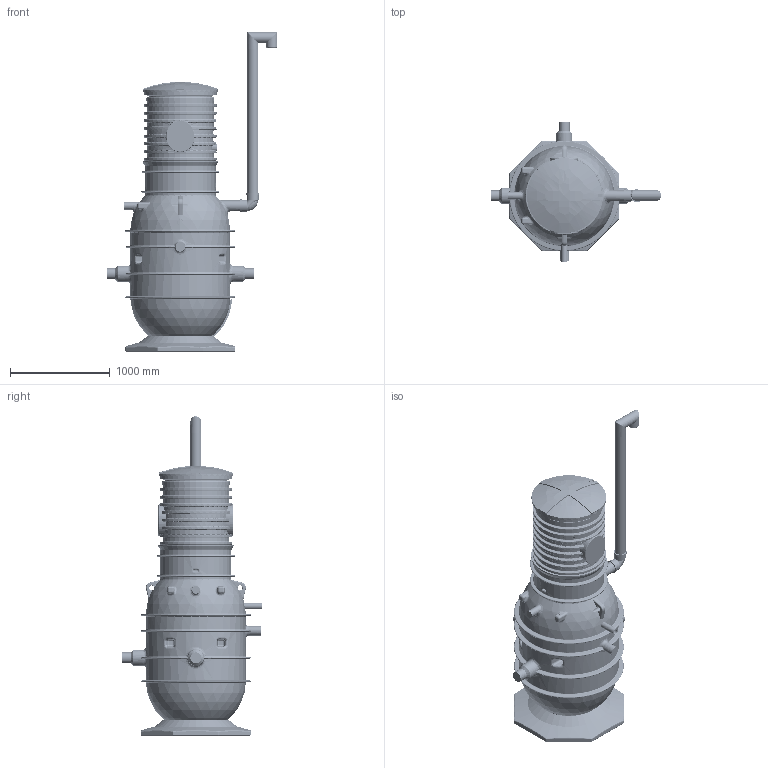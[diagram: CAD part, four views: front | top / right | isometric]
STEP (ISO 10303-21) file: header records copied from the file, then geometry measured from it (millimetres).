
FILE_DESCRIPTION(/* description */ ('Unknown'),/* implementation_level */ '2;1');
FILE_NAME(/* name */ 'Walter2 2500',/* time_stamp */ '2023-12-04T10:50:23+02:00',/* author */ ('Unknown'),/* organization */ ('Unknown'),/* preprocessor_version */ 'ST-DEVELOPER v18.1',/* originating_system */ 'Solid Edge',/* authorisation */ 'Unknown');
FILE_SCHEMA (('AUTOMOTIVE_DESIGN {1 0 10303 214 3 1 1}'));
Length unit declared in the file: millimetre
Products named in the file (68): Walter2 2500; Walter-i kest+lisad_41617; Walteri_kest; Walteri_jalg; plaat_ajutinever; mutter M10 nylock; Ujuk_Flygt_MT10_raskusega; keermelatt M10x120; Walter_torukoost_DN50; fw142.000; fw142.100; fw142.101; fw142.104; fw142.103; Muhv_pool_50_AISI304; fw142.200; fw142.201; fw142.202; RV_polv_50_AISI304; fw142.205; fw142.203; fw142.204; RoundTubing 60.3x2_oa_0; tihendorig; Walter_toru_DN50; 3045_6116500_SW; kuulkraan_50sk-sk; tloogiklapp50sk; 2670.000; 2670.001; 2670.004; 2670.003; fw143.001; fw143.004; Polt_M10x25_A4; Mutter_M10_a2; 2670.002; Konksukoost_2; konks_koost; 2202.000 ...
Assembly tree (96 placements, depth 5):
  Walter2 2500
    Walter-i kest+lisad_41617
      Walteri_kest
        Walteri_kest
        Walteri_jalg
      plaat_ajutinever
    mutter M10 nylock  x4
    Ujuk_Flygt_MT10_raskusega  x3
    keermelatt M10x120  x2
    Walter_torukoost_DN50  x2
      fw142.000
        fw142.100
          fw142.101
          fw142.104
          fw142.103
          Muhv_pool_50_AISI304
        fw142.200
          fw142.201
          fw142.202
          RV_polv_50_AISI304
          fw142.205
          fw142.203  x2
          fw142.204
          Muhv_pool_50_AISI304
          RoundTubing 60.3x2_oa_0
        tihendorig
      Walter_toru_DN50
      3045_6116500_SW
    kuulkraan_50sk-sk
    tloogiklapp50sk  x2
    2670.000
      2670.001
      2670.004
      2670.003
      fw143.001  x2
      fw143.004  x2
      Polt_M10x25_A4  x2
      Mutter_M10_a2  x2
      2670.002  x2
    Konksukoost_2
      konks_koost  x3
        2202.000
          2202.002
          2202.001
        Ujuki_hoidik
        Puidukruvi_4x20_A2
        Ujuk_oa_1
        Ujukijuhe
    Ujuk_oa_2
    Ujuk_oa_3
    Kaksiknippel_50-50_mess  x4
    fw142.000  x2
      fw142.100
        fw142.101
        fw142.104
        fw142.103
        Muhv_pool_50_AISI304
      fw142.200
        fw142.201
        fw142.202
Bounding box: 1708 x 1396.22 x 3198.47 mm (x, y, z)
Volume: 579997779.8 mm3; surface area: 36693669.5 mm2
Topology: 138 solids, 141 shells, 6007 faces, 14025 edges, 8456 vertices
Faces by surface type: plane 2006, cylinder 1369, bspline 1322, torus 707, cone 381, sphere 222
Full cylindrical faces by diameter (mm): 5 x22, 6 x13, 7 x10, 8 x8, 8.376 x10, 8.5 x12, 10 x58, 10.106 x4, 11 x10, 12 x2, 13 x20, 24.1 x1, 36 x2, 40 x9, 45 x1, 50 x11, 50.4 x4, 51.4 x1, 53 x8, 53.6 x1, 54 x4, 56 x4, 56.3 x12, 56.656 x8, 57 x6, 58 x2, 58.422 x2, 59.614 x20, 60.3 x20, 60.6 x2
Entity records: 168036 total; most frequent: CARTESIAN_POINT 79354, ORIENTED_EDGE 16472, DIRECTION 15299, EDGE_CURVE 8236, AXIS2_PLACEMENT_3D 6393, VERTEX_POINT 5119, FACE_BOUND 4613, EDGE_LOOP 4608
